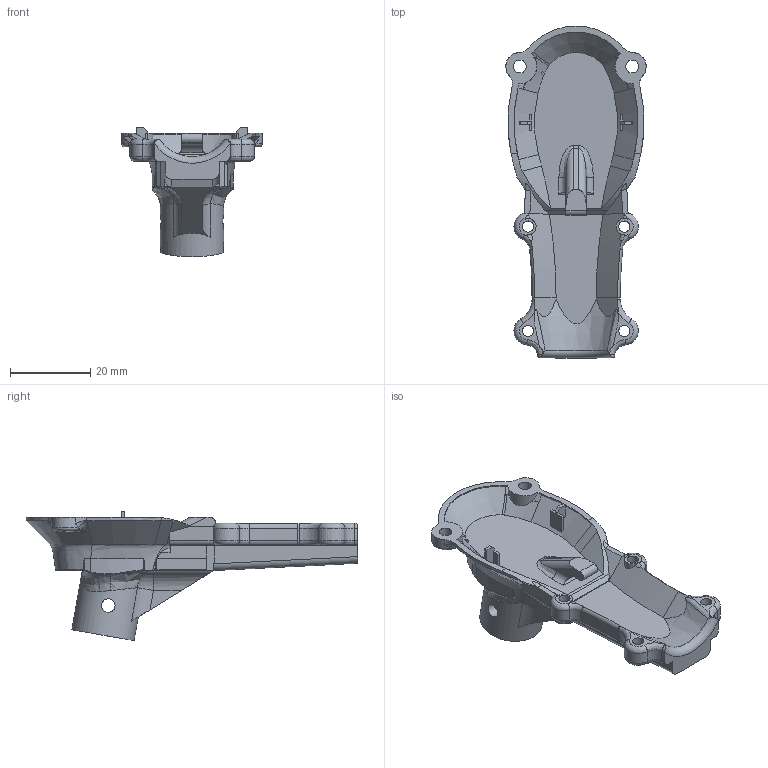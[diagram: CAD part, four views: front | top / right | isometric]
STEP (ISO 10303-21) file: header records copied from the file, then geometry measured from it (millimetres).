
FILE_DESCRIPTION(/* description */ ('STEP AP242 Edition 2','CAx-IF Rec.Pracs.---Representation and Presentation of Product Manufacturing Information (PMI)---4.0---2014-10-13','CAx-IF Rec.Pracs.---3D Tessellated Geometry---0.4---2014-09-14','2;1','CAx-IF Rec.Pracs.---User Defined Attributes---1.5---2016-08-15'),/* implementation_level */ '2;1');
FILE_NAME(/* name */ '6981b861cae059e952003a40',/* time_stamp */ '2026-02-03T08:57:06Z',/* author */ (''),/* organization */ (''),/* preprocessor_version */ 'ST-DEVELOPER v20',/* originating_system */ 'ONSHAPE BY PTC INC, 1.210',/* authorisation */ ' ');
FILE_SCHEMA (('AP242_MANAGED_MODEL_BASED_3D_ENGINEERING_MIM_LF { 1 0 10303 442 3 1 4 }'));
Length unit declared in the file: metre
Products named in the file (1): Part 1
Bounding box: 35 x 82.74 x 32.26 mm (x, y, z)
Volume: 14530.1 mm3; surface area: 8598.6 mm2
Topology: 1 solids, 1 shells, 388 faces, 1022 edges, 634 vertices
Faces by surface type: cylinder 120, plane 107, bspline 83, torus 40, cone 35, sphere 3
Full cylindrical faces by diameter (mm): 2.794 x4, 3.175 x2, 3.4 x2, 10.16 x1, 15.75 x1
Entity records: 18358 total; most frequent: CARTESIAN_POINT 9633, ORIENTED_EDGE 1996, DIRECTION 1579, EDGE_CURVE 998, AXIS2_PLACEMENT_3D 640, VERTEX_POINT 626, EDGE_LOOP 418, FACE_BOUND 418
